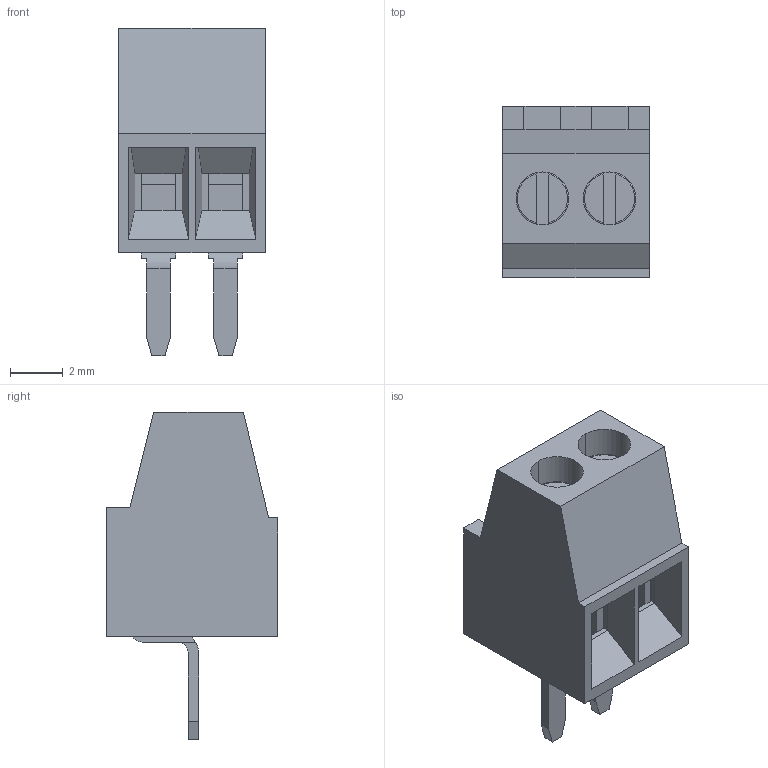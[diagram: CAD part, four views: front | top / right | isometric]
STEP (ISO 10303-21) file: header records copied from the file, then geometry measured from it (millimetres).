
FILE_DESCRIPTION(('STEP AP214'),'1');
FILE_NAME('691210910002.stp','2016-05-24T13:12:35',('TraceParts'),('TraceParts S.A.'),'Spatial InterOp 3D',' ',' ');
FILE_SCHEMA(('automotive_design'));
Length unit declared in the file: millimetre
Products named in the file (7): Assem1|NAUO1#691210910002;691210910002; Assem1|NAUO2#6912109100xx_CAGE;6912109100xx_CAGE; Assem1|NAUO3#6912109100xx_CAGE;6912109100xx_CAGE; Assem1|NAUO4#6912109100xx_PIN;6912109100xx_PIN; Assem1|NAUO5#6912109100xx_PIN;6912109100xx_PIN; Assem1|NAUO6#6912109100xx_VIS;6912109100xx_VIS; Assem1|NAUO7#6912109100xx_VIS;6912109100xx_VIS
Bounding box: 5.54 x 6.5 x 12.4 mm (x, y, z)
Volume: 186.3 mm3; surface area: 726 mm2
Topology: 7 solids, 7 shells, 216 faces, 576 edges, 380 vertices
Faces by surface type: plane 172, cylinder 32, torus 8, cone 4
Entity records: 8642 total; most frequent: CARTESIAN_POINT 1299, ORIENTED_EDGE 1152, DIRECTION 1122, EDGE_CURVE 576, LINE 460, VECTOR 460, VERTEX_POINT 380, AXIS2_PLACEMENT_3D 331
